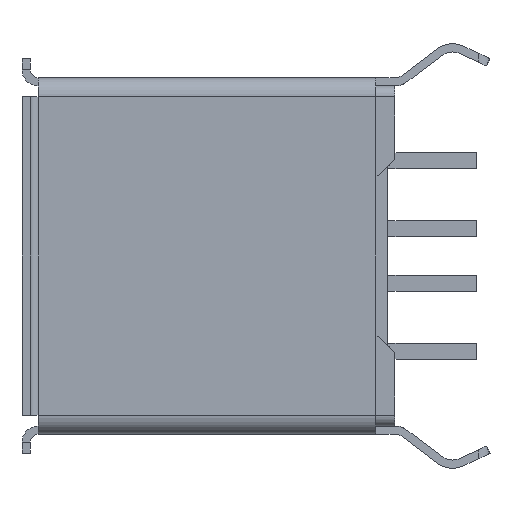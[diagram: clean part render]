
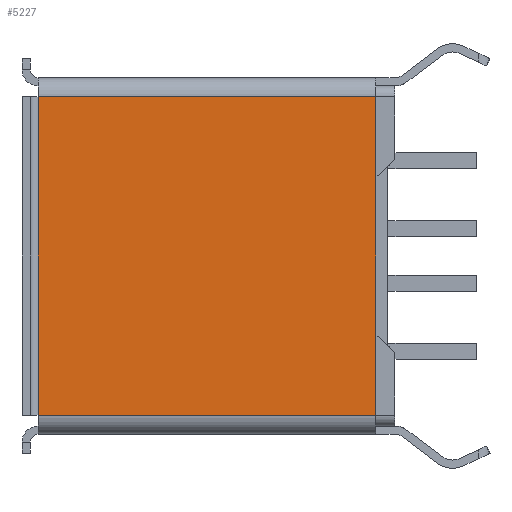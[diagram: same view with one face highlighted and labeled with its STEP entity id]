
A CAD part, left-side view. The second image highlights one B-rep face of the part: STEP entity #5227.
In plain terms, the highlighted face is planar.
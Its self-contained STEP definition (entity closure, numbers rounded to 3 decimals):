
#31 = LINE ( 'NONE', #3861, #4238 ) ;
#35 = EDGE_CURVE ( 'NONE', #3738, #5264, #2058, .T. ) ;
#129 = DIRECTION ( 'NONE',  ( 0., -1., 0. ) ) ;
#193 = VERTEX_POINT ( 'NONE', #1362 ) ;
#334 = CARTESIAN_POINT ( 'NONE',  ( -5.85, -0.3, 6.25 ) ) ;
#406 = ORIENTED_EDGE ( 'NONE', *, *, #35, .T. ) ;
#490 = CARTESIAN_POINT ( 'NONE',  ( -7.25, -0.3, -6.15 ) ) ;
#588 = LINE ( 'NONE', #3877, #4591 ) ;
#935 = PLANE ( 'NONE',  #2735 ) ;
#1329 = EDGE_CURVE ( 'NONE', #193, #5264, #588, .T. ) ;
#1362 = CARTESIAN_POINT ( 'NONE',  ( 5.85, -0.3, 6.25 ) ) ;
#1595 = VECTOR ( 'NONE', #3340, 1000. ) ;
#1606 = CARTESIAN_POINT ( 'NONE',  ( 5.85, -0.3, -6.15 ) ) ;
#1694 = DIRECTION ( 'NONE',  ( 0., 0., -1. ) ) ;
#2058 = LINE ( 'NONE', #490, #1595 ) ;
#2517 = CARTESIAN_POINT ( 'NONE',  ( -5.85, -0.3, -6.15 ) ) ;
#2554 = CARTESIAN_POINT ( 'NONE',  ( 5.85, -0.3, 6.85 ) ) ;
#2555 = ORIENTED_EDGE ( 'NONE', *, *, #1329, .F. ) ;
#2735 = AXIS2_PLACEMENT_3D ( 'NONE', #2554, #129, #5083 ) ;
#2783 = ORIENTED_EDGE ( 'NONE', *, *, #3650, .F. ) ;
#3296 = VECTOR ( 'NONE', #5299, 1000. ) ;
#3340 = DIRECTION ( 'NONE',  ( 1., 0., 0. ) ) ;
#3355 = DIRECTION ( 'NONE',  ( 0., 0., -1. ) ) ;
#3430 = FACE_OUTER_BOUND ( 'NONE', #4715, .T. ) ;
#3517 = ORIENTED_EDGE ( 'NONE', *, *, #4923, .T. ) ;
#3650 = EDGE_CURVE ( 'NONE', #4034, #193, #5326, .T. ) ;
#3738 = VERTEX_POINT ( 'NONE', #2517 ) ;
#3861 = CARTESIAN_POINT ( 'NONE',  ( -5.85, -0.3, 6.85 ) ) ;
#3877 = CARTESIAN_POINT ( 'NONE',  ( 5.85, -0.3, 6.85 ) ) ;
#4034 = VERTEX_POINT ( 'NONE', #4821 ) ;
#4238 = VECTOR ( 'NONE', #1694, 1000. ) ;
#4591 = VECTOR ( 'NONE', #3355, 1000. ) ;
#4715 = EDGE_LOOP ( 'NONE', ( #406, #2555, #2783, #3517 ) ) ;
#4821 = CARTESIAN_POINT ( 'NONE',  ( -5.85, -0.3, 6.25 ) ) ;
#4923 = EDGE_CURVE ( 'NONE', #4034, #3738, #31, .T. ) ;
#5083 = DIRECTION ( 'NONE',  ( 1., 0., 0. ) ) ;
#5227 = ADVANCED_FACE ( 'NONE', ( #3430 ), #935, .T. ) ;
#5264 = VERTEX_POINT ( 'NONE', #1606 ) ;
#5299 = DIRECTION ( 'NONE',  ( 1., 0., 0. ) ) ;
#5326 = LINE ( 'NONE', #334, #3296 ) ;
